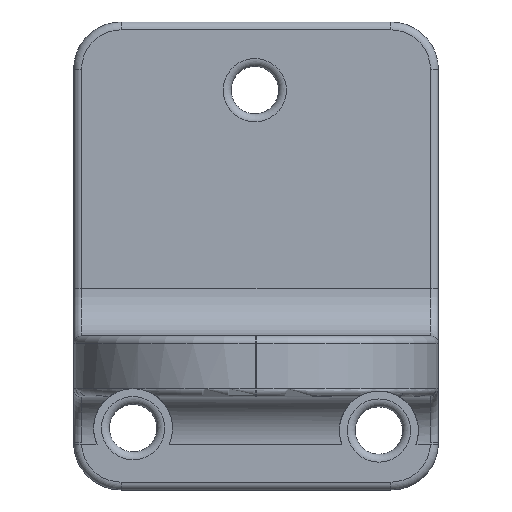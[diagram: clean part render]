
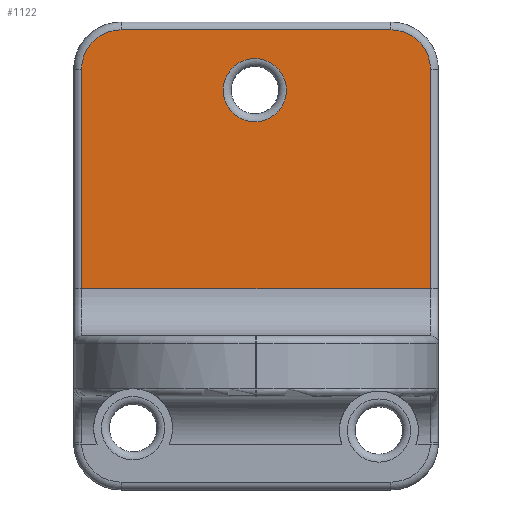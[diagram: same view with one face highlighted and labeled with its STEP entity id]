
A CAD part, front view. The second image highlights one B-rep face of the part: STEP entity #1122.
In plain terms, the highlighted planar face has unit normal (0, -1, 0).
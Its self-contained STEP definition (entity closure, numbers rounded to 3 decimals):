
#20=FACE_BOUND('',#281,.T.);
#28=PLANE('',#1253);
#64=LINE('',#2009,#122);
#65=LINE('',#2011,#123);
#66=LINE('',#2013,#124);
#67=LINE('',#2017,#125);
#122=VECTOR('',#1524,10.);
#123=VECTOR('',#1525,10.);
#124=VECTOR('',#1526,10.);
#125=VECTOR('',#1529,10.);
#207=FACE_OUTER_BOUND('',#280,.T.);
#280=EDGE_LOOP('',(#849,#850,#851,#852,#853,#854));
#281=EDGE_LOOP('',(#855));
#375=CIRCLE('',#1251,2.);
#377=CIRCLE('',#1254,2.5);
#378=CIRCLE('',#1255,2.5);
#502=VERTEX_POINT('',#2003);
#503=VERTEX_POINT('',#2007);
#504=VERTEX_POINT('',#2008);
#505=VERTEX_POINT('',#2010);
#506=VERTEX_POINT('',#2012);
#507=VERTEX_POINT('',#2014);
#508=VERTEX_POINT('',#2016);
#628=EDGE_CURVE('',#502,#502,#375,.T.);
#630=EDGE_CURVE('',#503,#504,#64,.T.);
#631=EDGE_CURVE('',#505,#503,#65,.T.);
#632=EDGE_CURVE('',#506,#505,#66,.T.);
#633=EDGE_CURVE('',#507,#506,#377,.T.);
#634=EDGE_CURVE('',#508,#507,#67,.T.);
#635=EDGE_CURVE('',#504,#508,#378,.T.);
#849=ORIENTED_EDGE('',*,*,#630,.F.);
#850=ORIENTED_EDGE('',*,*,#631,.F.);
#851=ORIENTED_EDGE('',*,*,#632,.F.);
#852=ORIENTED_EDGE('',*,*,#633,.F.);
#853=ORIENTED_EDGE('',*,*,#634,.F.);
#854=ORIENTED_EDGE('',*,*,#635,.F.);
#855=ORIENTED_EDGE('',*,*,#628,.F.);
#1122=ADVANCED_FACE('',(#207,#20),#28,.T.);
#1251=AXIS2_PLACEMENT_3D('',#2004,#1518,#1519);
#1253=AXIS2_PLACEMENT_3D('',#2006,#1522,#1523);
#1254=AXIS2_PLACEMENT_3D('',#2015,#1527,#1528);
#1255=AXIS2_PLACEMENT_3D('',#2018,#1530,#1531);
#1518=DIRECTION('center_axis',(0.,-1.,0.));
#1519=DIRECTION('ref_axis',(1.,0.,0.));
#1522=DIRECTION('center_axis',(0.,-1.,0.));
#1523=DIRECTION('ref_axis',(1.,0.,0.));
#1524=DIRECTION('',(0.,0.,1.));
#1525=DIRECTION('',(-1.,0.,0.));
#1526=DIRECTION('',(0.,0.,-1.));
#1527=DIRECTION('center_axis',(0.,1.,0.));
#1528=DIRECTION('ref_axis',(0.707,0.,0.707));
#1529=DIRECTION('',(1.,0.,0.));
#1530=DIRECTION('center_axis',(0.,1.,0.));
#1531=DIRECTION('ref_axis',(-0.707,0.,0.707));
#2003=CARTESIAN_POINT('',(37.892,-3.438,-6.757));
#2004=CARTESIAN_POINT('Origin',(37.892,-3.438,-4.757));
#2006=CARTESIAN_POINT('Origin',(37.968,-3.438,-15.253));
#2007=CARTESIAN_POINT('',(26.923,-3.438,-17.314));
#2008=CARTESIAN_POINT('',(26.923,-3.438,-3.441));
#2009=CARTESIAN_POINT('',(26.923,-3.438,-7.847));
#2010=CARTESIAN_POINT('',(49.013,-3.438,-17.314));
#2011=CARTESIAN_POINT('',(43.74,-3.438,-17.314));
#2012=CARTESIAN_POINT('',(49.013,-3.438,-3.441));
#2013=CARTESIAN_POINT('',(49.013,-3.438,-22.659));
#2014=CARTESIAN_POINT('',(46.513,-3.438,-0.941));
#2015=CARTESIAN_POINT('Origin',(46.513,-3.438,-3.441));
#2016=CARTESIAN_POINT('',(29.423,-3.438,-0.941));
#2017=CARTESIAN_POINT('',(43.74,-3.438,-0.941));
#2018=CARTESIAN_POINT('Origin',(29.423,-3.438,-3.441));
